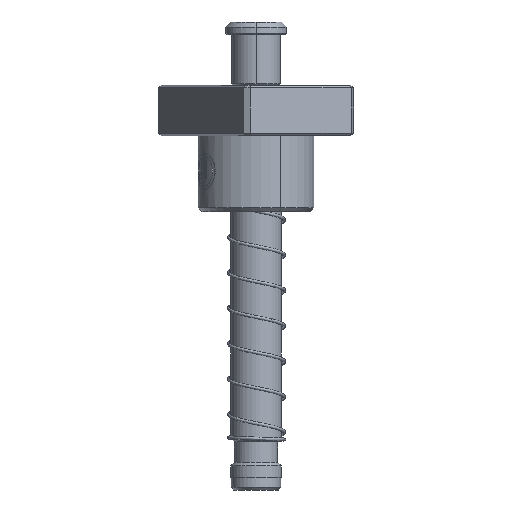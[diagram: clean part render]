
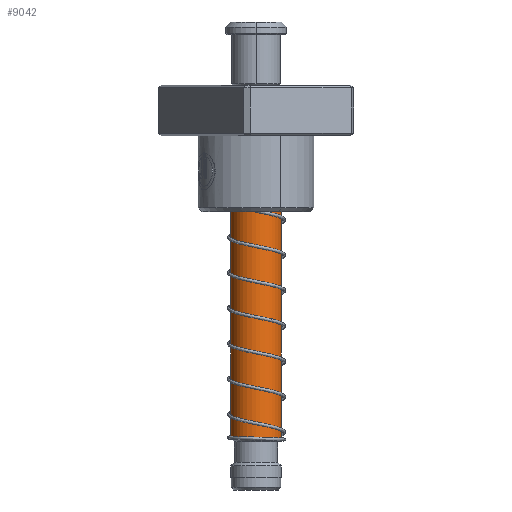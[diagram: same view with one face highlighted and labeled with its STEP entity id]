
A CAD part, front view. The second image highlights one B-rep face of the part: STEP entity #9042.
In plain terms, the highlighted cylindrical face has radius 10 mm (diameter 20 mm), a partial arc.
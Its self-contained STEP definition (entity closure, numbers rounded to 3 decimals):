
#1546 = CARTESIAN_POINT ( 'NONE',  ( 10., 0., 20.5 ) ) ;
#1760 = DIRECTION ( 'NONE',  ( 0., 0., -1. ) ) ;
#2454 = ORIENTED_EDGE ( 'NONE', *, *, #6872, .F. ) ;
#2993 = DIRECTION ( 'NONE',  ( 0., 0., -1. ) ) ;
#5189 = AXIS2_PLACEMENT_3D ( 'NONE', #17782, #33895, #14420 ) ;
#6865 = VERTEX_POINT ( 'NONE', #32906 ) ;
#6872 = EDGE_CURVE ( 'NONE', #10069, #40604, #16794, .T. ) ;
#8067 = AXIS2_PLACEMENT_3D ( 'NONE', #39958, #1760, #17895 ) ;
#9042 = ADVANCED_FACE ( 'NONE', ( #27014 ), #36985, .T. ) ;
#10069 = VERTEX_POINT ( 'NONE', #10923 ) ;
#10923 = CARTESIAN_POINT ( 'NONE',  ( 10., 0., 157.5 ) ) ;
#11024 = DIRECTION ( 'NONE',  ( 0., 0., -1. ) ) ;
#12004 = CIRCLE ( 'NONE', #5189, 10. ) ;
#12498 = ORIENTED_EDGE ( 'NONE', *, *, #13891, .T. ) ;
#13231 = CARTESIAN_POINT ( 'NONE',  ( 0., 0., 157.5 ) ) ;
#13891 = EDGE_CURVE ( 'NONE', #10069, #25696, #31017, .T. ) ;
#14420 = DIRECTION ( 'NONE',  ( -1., 0., 0. ) ) ;
#14954 = EDGE_CURVE ( 'NONE', #40604, #6865, #12004, .T. ) ;
#16794 = LINE ( 'NONE', #35237, #32067 ) ;
#17389 = CARTESIAN_POINT ( 'NONE',  ( -10., 0., 160. ) ) ;
#17782 = CARTESIAN_POINT ( 'NONE',  ( 0., 0., 20.5 ) ) ;
#17895 = DIRECTION ( 'NONE',  ( -1., 0., 0. ) ) ;
#22575 = ORIENTED_EDGE ( 'NONE', *, *, #14954, .F. ) ;
#22939 = ORIENTED_EDGE ( 'NONE', *, *, #31483, .T. ) ;
#23779 = DIRECTION ( 'NONE',  ( 1., 0., 0. ) ) ;
#24878 = CARTESIAN_POINT ( 'NONE',  ( -10., 0., 157.5 ) ) ;
#25696 = VERTEX_POINT ( 'NONE', #24878 ) ;
#27014 = FACE_OUTER_BOUND ( 'NONE', #40862, .T. ) ;
#29333 = AXIS2_PLACEMENT_3D ( 'NONE', #13231, #33321, #23779 ) ;
#31017 = CIRCLE ( 'NONE', #29333, 10. ) ;
#31483 = EDGE_CURVE ( 'NONE', #25696, #6865, #39856, .T. ) ;
#32067 = VECTOR ( 'NONE', #2993, 1000. ) ;
#32906 = CARTESIAN_POINT ( 'NONE',  ( -10., 0., 20.5 ) ) ;
#33321 = DIRECTION ( 'NONE',  ( 0., 0., -1. ) ) ;
#33895 = DIRECTION ( 'NONE',  ( 0., 0., -1. ) ) ;
#35237 = CARTESIAN_POINT ( 'NONE',  ( 10., 0., 160. ) ) ;
#36985 = CYLINDRICAL_SURFACE ( 'NONE', #8067, 10. ) ;
#39856 = LINE ( 'NONE', #17389, #41058 ) ;
#39958 = CARTESIAN_POINT ( 'NONE',  ( 0., 0., 160. ) ) ;
#40604 = VERTEX_POINT ( 'NONE', #1546 ) ;
#40862 = EDGE_LOOP ( 'NONE', ( #2454, #12498, #22939, #22575 ) ) ;
#41058 = VECTOR ( 'NONE', #11024, 1000. ) ;
